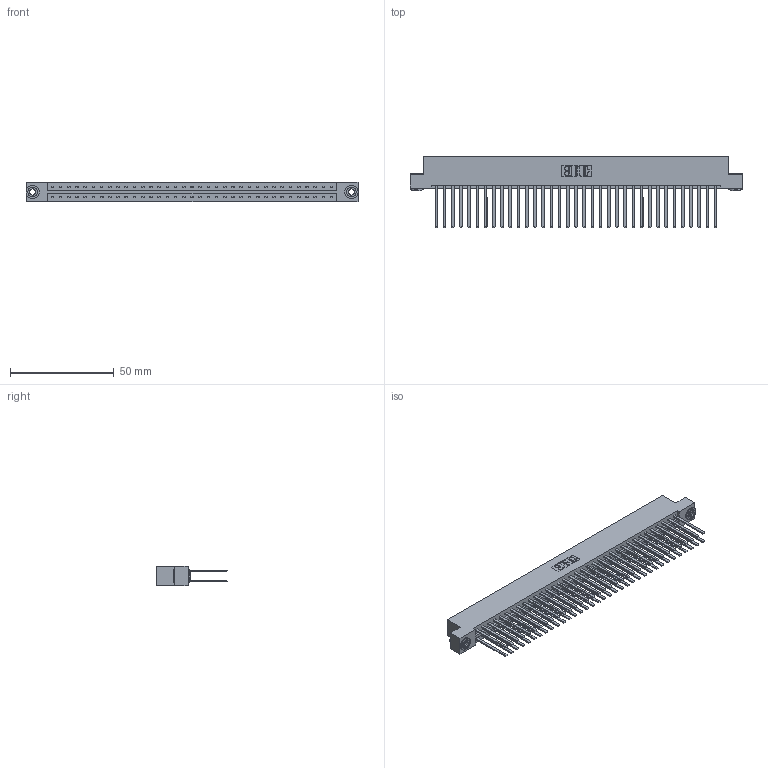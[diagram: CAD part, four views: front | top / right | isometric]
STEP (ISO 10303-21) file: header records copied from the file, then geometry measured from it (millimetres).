
FILE_DESCRIPTION (( 'STEP AP203' ), '1' );
FILE_NAME ('833-070-544-203.STEP', '2020-06-05T12:43:41', ( '' ), ( '' ), 'SwSTEP 2.0', 'SolidWorks 2020', '' );
FILE_SCHEMA (( 'CONFIG_CONTROL_DESIGN' ));
Length unit declared in the file: inch
Products named in the file (4): 833 Part_Flush - .156 Dia - TH; 345-250-002_345-250-002-102; 345-292-001_345-293-144; 833-070-544-203
Assembly tree (73 placements, depth 2):
  833-070-544-203
    833 Part_Flush - .156 Dia - TH
    345-292-001_345-293-144  x70
    345-250-002_345-250-002-102  x2
Bounding box: 160.22 x 34.3 x 9.4 mm (x, y, z)
Volume: 17293.1 mm3; surface area: 23749.8 mm2
Topology: 73 solids, 73 shells, 3372 faces, 9977 edges, 6554 vertices
Faces by surface type: plane 2320, cylinder 1044, cone 8
Entity records: 23888 total; most frequent: CARTESIAN_POINT 3941, ORIENTED_EDGE 3870, DIRECTION 3409, EDGE_CURVE 1935, VECTOR 1787, LINE 1787, VERTEX_POINT 1286, AXIS2_PLACEMENT_3D 811
